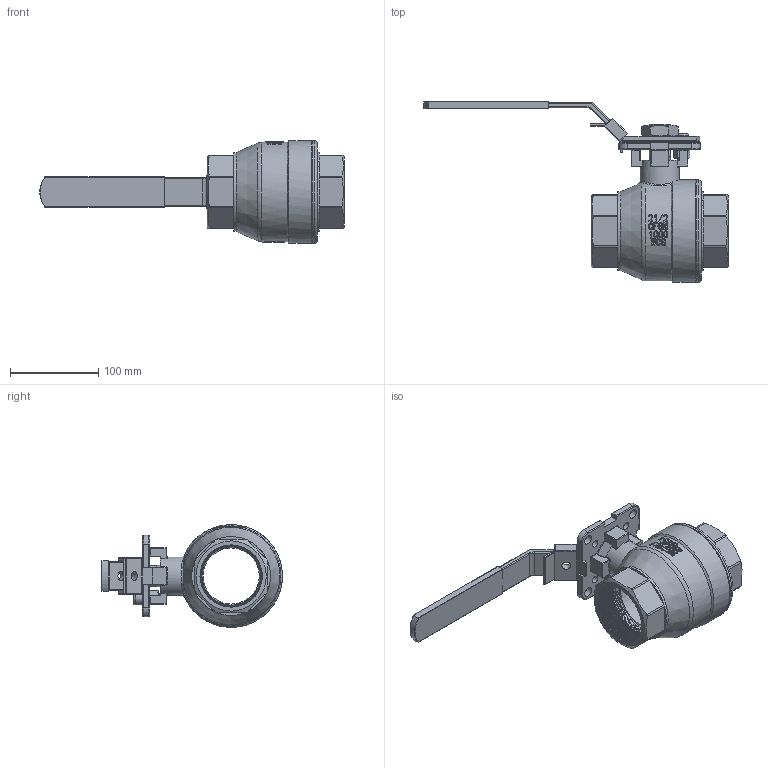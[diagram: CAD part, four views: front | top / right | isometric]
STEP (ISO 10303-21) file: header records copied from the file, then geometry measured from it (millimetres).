
FILE_DESCRIPTION(/* description */ ('Unknown'),/* implementation_level */ '2;1');
FILE_NAME(/* name */ '9650-10',/* time_stamp */ '2023-02-02T08:52:58+01:00',/* author */ ('Unknown'),/* organization */ ('Unknown'),/* preprocessor_version */ 'ST-DEVELOPER v16.7',/* originating_system */ 'Solid Edge',/* authorisation */ 'Unknown');
FILE_SCHEMA (('AUTOMOTIVE_DESIGN {1 0 10303 214 3 1 1}'));
Length unit declared in the file: millimetre
Products named in the file (8): 8.650.065; Griff_DN65; Spindel_DN65; 2.5-1000WOG KV-L20  DN65____; hex thin nut chamfered gradeab_iso_Hexagon Thin Nut ISO - 4035 - M24 
- N; socket head cap screw_iso_ISO 4762 M10 x 20 --- 20N; hex nut gradec_iso_Hexagon Nut ISO - 4034 - M10 - N
Assembly tree (7 placements, depth 3):
  8.650.065
    Griff_DN65
    8.650.065
      Spindel_DN65
      2.5-1000WOG KV-L20  DN65____
    hex thin nut chamfered gradeab_iso_Hexagon Thin Nut ISO - 4035 - M24 
- N
    socket head cap screw_iso_ISO 4762 M10 x 20 --- 20N
    hex nut gradec_iso_Hexagon Nut ISO - 4034 - M10 - N
Bounding box: 343.97 x 204.5 x 116 mm (x, y, z)
Volume: 924522.9 mm3; surface area: 198242 mm2
Topology: 6 solids, 6 shells, 769 faces, 2352 edges, 1620 vertices
Faces by surface type: plane 309, cylinder 212, bspline 125, cone 59, torus 47, sphere 17
Full cylindrical faces by diameter (mm): 8.5 x5, 10 x4, 11 x4, 16 x1, 21 x1, 24 x2, 44 x1, 48 x1, 63.5 x1, 66.522 x2, 89 x1, 116 x2
Entity records: 66881 total; most frequent: CARTESIAN_POINT 47668, ORIENTED_EDGE 4482, DIRECTION 3348, EDGE_CURVE 2241, VERTEX_POINT 1596, AXIS2_PLACEMENT_3D 1236, FACE_BOUND 913, EDGE_LOOP 912
